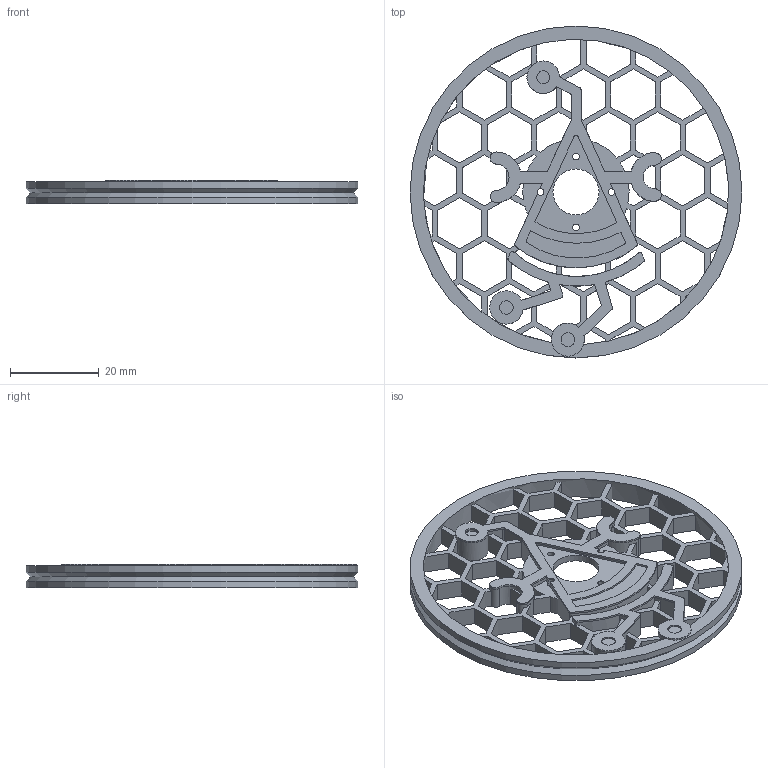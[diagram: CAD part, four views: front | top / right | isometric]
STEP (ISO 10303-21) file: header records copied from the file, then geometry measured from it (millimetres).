
FILE_DESCRIPTION(/* description */ (''),/* implementation_level */ '2;1');
FILE_NAME(/* name */ 'wheel_pizzarobotics v3.step',/* time_stamp */ '2021-09-23T13:06:04+02:00',/* author */ (''),/* organization */ (''),/* preprocessor_version */ 'ST-DEVELOPER v18.1',/* originating_system */ 'Autodesk Translation Framework v9.2.0.1227',/* authorisation */ '');
FILE_SCHEMA (('AUTOMOTIVE_DESIGN { 1 0 10303 214 3 1 1 }'));
Length unit declared in the file: millimetre
Products named in the file (1): wheel_pizzarobotics
Bounding box: 75 x 75 x 5.4 mm (x, y, z)
Volume: 9289.4 mm3; surface area: 13400.8 mm2
Topology: 3 solids, 3 shells, 361 faces, 1217 edges, 814 vertices
Faces by surface type: plane 271, cylinder 88, cone 2
Full cylindrical faces by diameter (mm): 1.5 x4, 2.892 x2, 3.103 x2, 10.4 x1, 21.5 x1, 75 x2
Entity records: 13540 total; most frequent: ORIENTED_EDGE 2434, CARTESIAN_POINT 2393, DIRECTION 2220, EDGE_CURVE 1217, LINE 938, VECTOR 938, VERTEX_POINT 814, AXIS2_PLACEMENT_3D 641
